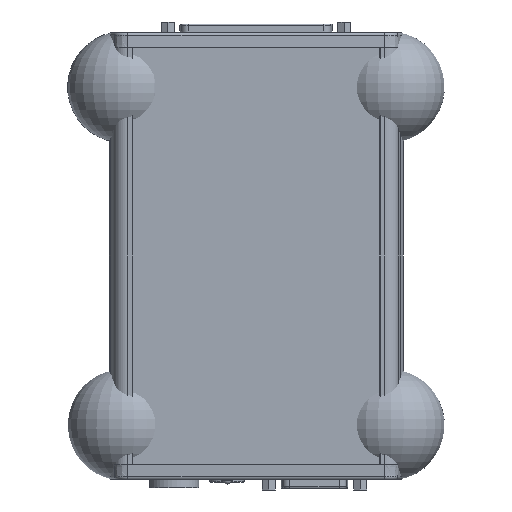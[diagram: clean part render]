
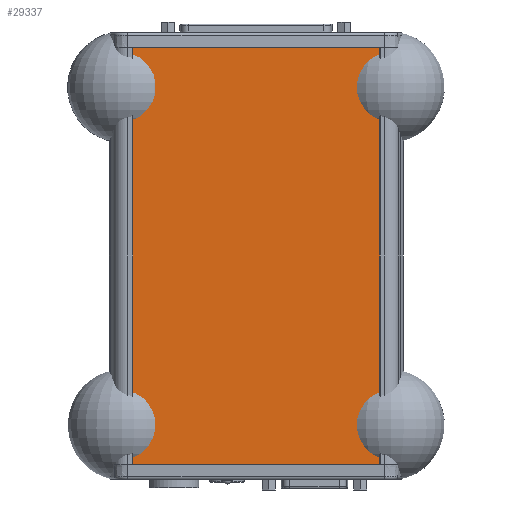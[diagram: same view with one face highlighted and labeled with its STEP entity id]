
A CAD part, front view. The second image highlights one B-rep face of the part: STEP entity #29337.
In plain terms, the highlighted planar face has unit normal (0, -1, 0).
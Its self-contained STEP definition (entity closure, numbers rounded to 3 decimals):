
#3395=PLANE('',#31195);
#4121=VECTOR('',#33946,1.);
#4123=VECTOR('',#33949,1.);
#4124=VECTOR('',#33950,1.);
#4125=VECTOR('',#33951,1.);
#6237=LINE('',#40546,#4121);
#6239=LINE('',#40550,#4123);
#6240=LINE('',#40552,#4124);
#6241=LINE('',#40554,#4125);
#8370=VERTEX_POINT('',#40545);
#8371=VERTEX_POINT('',#40547);
#8372=VERTEX_POINT('',#40551);
#8373=VERTEX_POINT('',#40553);
#12284=EDGE_CURVE('',#8371,#8370,#6237,.T.);
#12286=EDGE_CURVE('',#8370,#8372,#6239,.T.);
#12287=EDGE_CURVE('',#8373,#8372,#6240,.T.);
#12288=EDGE_CURVE('',#8371,#8373,#6241,.T.);
#16408=ORIENTED_EDGE('',*,*,#12286,.T.);
#16409=ORIENTED_EDGE('',*,*,#12287,.F.);
#16410=ORIENTED_EDGE('',*,*,#12288,.F.);
#16411=ORIENTED_EDGE('',*,*,#12284,.T.);
#24494=EDGE_LOOP('',(#16408,#16409,#16410,#16411));
#26915=FACE_BOUND('',#24494,.T.);
#29337=ADVANCED_FACE('',(#26915),#3395,.T.);
#31195=AXIS2_PLACEMENT_3D('',#40549,#33948,$);
#33946=DIRECTION('',(0.,0.,1.));
#33948=DIRECTION('',(0.,-1.,0.));
#33949=DIRECTION('',(-1.,0.,0.));
#33950=DIRECTION('',(0.,0.,1.));
#33951=DIRECTION('',(-1.,0.,0.));
#40545=CARTESIAN_POINT('',(44.5,-15.,50.));
#40546=CARTESIAN_POINT('',(44.5,-15.,-100.));
#40547=CARTESIAN_POINT('',(44.5,-15.,-100.));
#40549=CARTESIAN_POINT('',(44.5,-15.,-100.));
#40550=CARTESIAN_POINT('',(44.5,-15.,50.));
#40551=CARTESIAN_POINT('',(-44.5,-15.,50.));
#40552=CARTESIAN_POINT('',(-44.5,-15.,-100.));
#40553=CARTESIAN_POINT('',(-44.5,-15.,-100.));
#40554=CARTESIAN_POINT('',(44.5,-15.,-100.));
